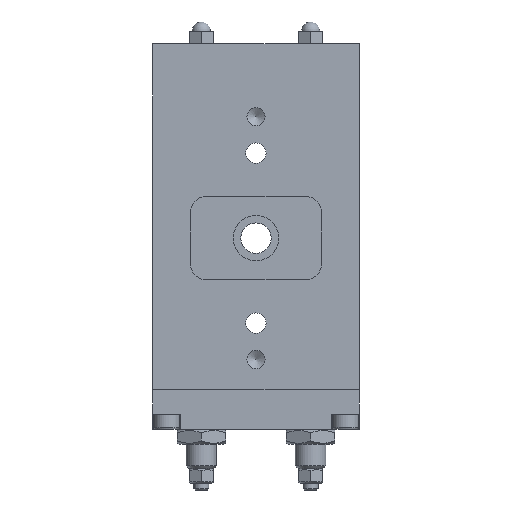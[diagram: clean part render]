
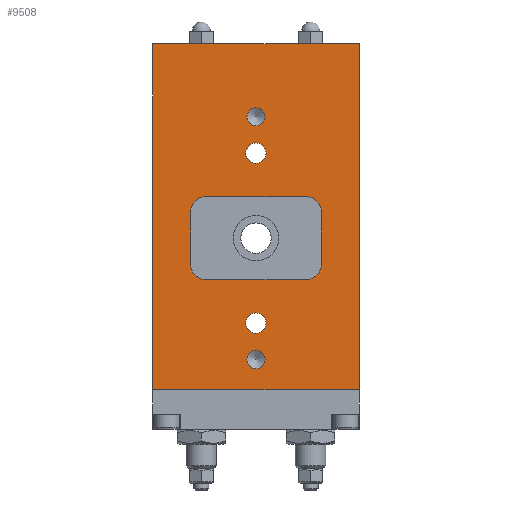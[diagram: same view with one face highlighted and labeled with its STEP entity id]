
A CAD part, front view. The second image highlights one B-rep face of the part: STEP entity #9508.
In plain terms, the highlighted planar face has unit normal (0, -1, 0).
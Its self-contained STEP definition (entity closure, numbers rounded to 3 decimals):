
#529=FACE_BOUND('',#1636,.T.);
#530=FACE_BOUND('',#1637,.T.);
#531=FACE_BOUND('',#1638,.T.);
#532=FACE_BOUND('',#1639,.T.);
#533=FACE_BOUND('',#1640,.T.);
#646=PLANE('',#10404);
#1084=FACE_OUTER_BOUND('',#1635,.T.);
#1635=EDGE_LOOP('',(#7066,#7067,#7068,#7069));
#1636=EDGE_LOOP('',(#7070,#7071));
#1637=EDGE_LOOP('',(#7072,#7073));
#1638=EDGE_LOOP('',(#7074));
#1639=EDGE_LOOP('',(#7075));
#1640=EDGE_LOOP('',(#7076,#7077,#7078,#7079,#7080,#7081,#7082,#7083));
#2254=CIRCLE('',#10353,3.);
#2255=CIRCLE('',#10354,3.);
#2258=CIRCLE('',#10359,3.);
#2259=CIRCLE('',#10360,3.);
#2265=CIRCLE('',#10369,3.35);
#2271=CIRCLE('',#10378,3.35);
#2272=CIRCLE('',#10380,5.);
#2273=CIRCLE('',#10383,5.);
#2274=CIRCLE('',#10386,5.);
#2275=CIRCLE('',#10389,5.);
#2522=LINE('',#13613,#3362);
#2563=LINE('',#13901,#3403);
#2566=LINE('',#13909,#3406);
#2569=LINE('',#13917,#3409);
#2572=LINE('',#13924,#3412);
#2575=LINE('',#13945,#3415);
#2578=LINE('',#13951,#3418);
#2582=LINE('',#13958,#3422);
#3362=VECTOR('',#11209,10.);
#3403=VECTOR('',#11532,10.);
#3406=VECTOR('',#11541,10.);
#3409=VECTOR('',#11550,10.);
#3412=VECTOR('',#11559,10.);
#3415=VECTOR('',#11584,10.);
#3418=VECTOR('',#11589,10.);
#3422=VECTOR('',#11597,10.);
#4233=VERTEX_POINT('',#13610);
#4234=VERTEX_POINT('',#13612);
#4319=VERTEX_POINT('',#13841);
#4320=VERTEX_POINT('',#13843);
#4324=VERTEX_POINT('',#13854);
#4325=VERTEX_POINT('',#13856);
#4331=VERTEX_POINT('',#13873);
#4337=VERTEX_POINT('',#13890);
#4338=VERTEX_POINT('',#13894);
#4339=VERTEX_POINT('',#13895);
#4340=VERTEX_POINT('',#13900);
#4341=VERTEX_POINT('',#13904);
#4342=VERTEX_POINT('',#13908);
#4343=VERTEX_POINT('',#13912);
#4344=VERTEX_POINT('',#13916);
#4345=VERTEX_POINT('',#13920);
#4352=VERTEX_POINT('',#13944);
#4354=VERTEX_POINT('',#13950);
#5253=EDGE_CURVE('',#4234,#4233,#2522,.T.);
#5358=EDGE_CURVE('',#4320,#4319,#2254,.T.);
#5359=EDGE_CURVE('',#4319,#4320,#2255,.T.);
#5364=EDGE_CURVE('',#4325,#4324,#2258,.T.);
#5365=EDGE_CURVE('',#4324,#4325,#2259,.T.);
#5372=EDGE_CURVE('',#4331,#4331,#2265,.T.);
#5380=EDGE_CURVE('',#4337,#4337,#2271,.T.);
#5382=EDGE_CURVE('',#4338,#4339,#2272,.T.);
#5385=EDGE_CURVE('',#4340,#4338,#2563,.T.);
#5387=EDGE_CURVE('',#4341,#4340,#2273,.T.);
#5389=EDGE_CURVE('',#4342,#4341,#2566,.T.);
#5391=EDGE_CURVE('',#4343,#4342,#2274,.T.);
#5393=EDGE_CURVE('',#4344,#4343,#2569,.T.);
#5395=EDGE_CURVE('',#4345,#4344,#2275,.T.);
#5397=EDGE_CURVE('',#4339,#4345,#2572,.T.);
#5406=EDGE_CURVE('',#4234,#4352,#2575,.T.);
#5409=EDGE_CURVE('',#4354,#4352,#2578,.T.);
#5413=EDGE_CURVE('',#4354,#4233,#2582,.T.);
#7066=ORIENTED_EDGE('',*,*,#5253,.T.);
#7067=ORIENTED_EDGE('',*,*,#5413,.F.);
#7068=ORIENTED_EDGE('',*,*,#5409,.T.);
#7069=ORIENTED_EDGE('',*,*,#5406,.F.);
#7070=ORIENTED_EDGE('',*,*,#5358,.T.);
#7071=ORIENTED_EDGE('',*,*,#5359,.T.);
#7072=ORIENTED_EDGE('',*,*,#5364,.T.);
#7073=ORIENTED_EDGE('',*,*,#5365,.T.);
#7074=ORIENTED_EDGE('',*,*,#5372,.T.);
#7075=ORIENTED_EDGE('',*,*,#5380,.T.);
#7076=ORIENTED_EDGE('',*,*,#5382,.T.);
#7077=ORIENTED_EDGE('',*,*,#5397,.T.);
#7078=ORIENTED_EDGE('',*,*,#5395,.T.);
#7079=ORIENTED_EDGE('',*,*,#5393,.T.);
#7080=ORIENTED_EDGE('',*,*,#5391,.T.);
#7081=ORIENTED_EDGE('',*,*,#5389,.T.);
#7082=ORIENTED_EDGE('',*,*,#5387,.T.);
#7083=ORIENTED_EDGE('',*,*,#5385,.T.);
#9508=ADVANCED_FACE('',(#1084,#529,#530,#531,#532,#533),#646,.T.);
#10353=AXIS2_PLACEMENT_3D('',#13844,#11466,#11467);
#10354=AXIS2_PLACEMENT_3D('',#13845,#11468,#11469);
#10359=AXIS2_PLACEMENT_3D('',#13857,#11480,#11481);
#10360=AXIS2_PLACEMENT_3D('',#13858,#11482,#11483);
#10369=AXIS2_PLACEMENT_3D('',#13874,#11501,#11502);
#10378=AXIS2_PLACEMENT_3D('',#13891,#11521,#11522);
#10380=AXIS2_PLACEMENT_3D('',#13896,#11526,#11527);
#10383=AXIS2_PLACEMENT_3D('',#13905,#11536,#11537);
#10386=AXIS2_PLACEMENT_3D('',#13913,#11545,#11546);
#10389=AXIS2_PLACEMENT_3D('',#13921,#11554,#11555);
#10404=AXIS2_PLACEMENT_3D('',#13957,#11595,#11596);
#11209=DIRECTION('',(0.,0.,1.));
#11466=DIRECTION('center_axis',(0.,1.,0.));
#11467=DIRECTION('ref_axis',(1.,0.,0.));
#11468=DIRECTION('center_axis',(0.,1.,0.));
#11469=DIRECTION('ref_axis',(1.,0.,0.));
#11480=DIRECTION('center_axis',(0.,1.,0.));
#11481=DIRECTION('ref_axis',(1.,0.,0.));
#11482=DIRECTION('center_axis',(0.,1.,0.));
#11483=DIRECTION('ref_axis',(1.,0.,0.));
#11501=DIRECTION('center_axis',(0.,1.,0.));
#11502=DIRECTION('ref_axis',(1.,0.,0.));
#11521=DIRECTION('center_axis',(0.,1.,0.));
#11522=DIRECTION('ref_axis',(1.,0.,0.));
#11526=DIRECTION('center_axis',(0.,1.,0.));
#11527=DIRECTION('ref_axis',(-1.,0.,0.));
#11532=DIRECTION('',(1.,0.,0.));
#11536=DIRECTION('center_axis',(0.,1.,0.));
#11537=DIRECTION('ref_axis',(0.,0.,-1.));
#11541=DIRECTION('',(0.,0.,1.));
#11545=DIRECTION('center_axis',(0.,1.,0.));
#11546=DIRECTION('ref_axis',(1.,0.,0.));
#11550=DIRECTION('',(-1.,0.,0.));
#11554=DIRECTION('center_axis',(0.,1.,0.));
#11555=DIRECTION('ref_axis',(0.,0.,1.));
#11559=DIRECTION('',(0.,0.,-1.));
#11584=DIRECTION('',(-1.,0.,0.));
#11589=DIRECTION('',(0.,0.,-1.));
#11595=DIRECTION('center_axis',(0.,-1.,0.));
#11596=DIRECTION('ref_axis',(1.,0.,0.));
#11597=DIRECTION('',(1.,0.,0.));
#13610=CARTESIAN_POINT('',(34.,-19.,64.));
#13612=CARTESIAN_POINT('',(34.,-19.,-50.));
#13613=CARTESIAN_POINT('',(34.,-19.,0.));
#13841=CARTESIAN_POINT('',(-3.,-19.,40.));
#13843=CARTESIAN_POINT('',(3.,-19.,40.));
#13844=CARTESIAN_POINT('Origin',(0.,-19.,40.));
#13845=CARTESIAN_POINT('Origin',(0.,-19.,40.));
#13854=CARTESIAN_POINT('',(-3.,-19.,-40.));
#13856=CARTESIAN_POINT('',(3.,-19.,-40.));
#13857=CARTESIAN_POINT('Origin',(0.,-19.,-40.));
#13858=CARTESIAN_POINT('Origin',(0.,-19.,-40.));
#13873=CARTESIAN_POINT('',(-3.35,-19.,28.));
#13874=CARTESIAN_POINT('Origin',(0.,-19.,28.));
#13890=CARTESIAN_POINT('',(-3.35,-19.,-28.));
#13891=CARTESIAN_POINT('Origin',(0.,-19.,-28.));
#13894=CARTESIAN_POINT('',(16.5,-19.,13.7));
#13895=CARTESIAN_POINT('',(21.5,-19.,8.7));
#13896=CARTESIAN_POINT('Origin',(16.5,-19.,8.7));
#13900=CARTESIAN_POINT('',(-16.5,-19.,13.7));
#13901=CARTESIAN_POINT('',(-25.25,-19.,13.7));
#13904=CARTESIAN_POINT('',(-21.5,-19.,8.7));
#13905=CARTESIAN_POINT('Origin',(-16.5,-19.,8.7));
#13908=CARTESIAN_POINT('',(-21.5,-19.,-8.7));
#13909=CARTESIAN_POINT('',(-21.5,-19.,-4.35));
#13912=CARTESIAN_POINT('',(-16.5,-19.,-13.7));
#13913=CARTESIAN_POINT('Origin',(-16.5,-19.,-8.7));
#13916=CARTESIAN_POINT('',(16.5,-19.,-13.7));
#13917=CARTESIAN_POINT('',(-8.75,-19.,-13.7));
#13920=CARTESIAN_POINT('',(21.5,-19.,-8.7));
#13921=CARTESIAN_POINT('Origin',(16.5,-19.,-8.7));
#13924=CARTESIAN_POINT('',(21.5,-19.,4.35));
#13944=CARTESIAN_POINT('',(-34.,-19.,-50.));
#13945=CARTESIAN_POINT('',(-34.,-19.,-50.));
#13950=CARTESIAN_POINT('',(-34.,-19.,64.));
#13951=CARTESIAN_POINT('',(-34.,-19.,0.));
#13957=CARTESIAN_POINT('Origin',(-34.,-19.,0.));
#13958=CARTESIAN_POINT('',(-34.,-19.,64.));
